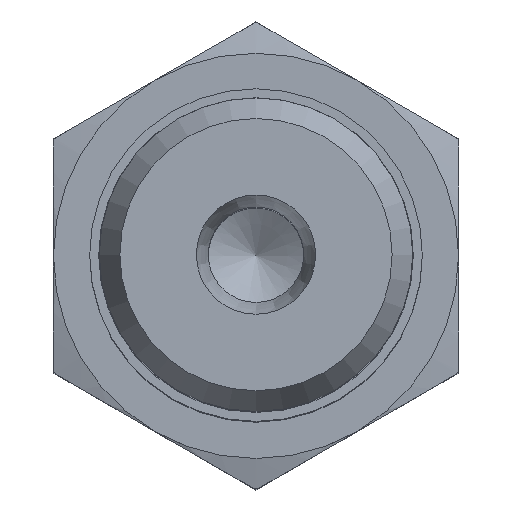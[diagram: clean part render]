
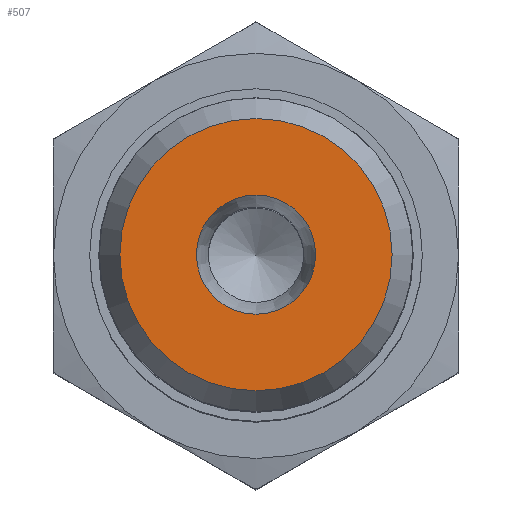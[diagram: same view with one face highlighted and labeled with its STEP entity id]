
A CAD part, top view. The second image highlights one B-rep face of the part: STEP entity #507.
In plain terms, the highlighted planar face has unit normal (0, 0, 1).
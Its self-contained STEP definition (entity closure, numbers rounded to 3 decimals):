
#433=CARTESIAN_POINT('',(0.,2.5,35.0));
#434=VERTEX_POINT('',#433);
#435=CARTESIAN_POINT('',(0.0,0.0,35.0));
#436=DIRECTION('',(0.0,0.0,-1.0));
#437=DIRECTION('',(0.0,1.0,0.0));
#438=AXIS2_PLACEMENT_3D('',#435,#436,#437);
#439=CIRCLE('',#438,2.5);
#440=EDGE_CURVE('',#434,#434,#439,.T.);
#461=CARTESIAN_POINT('',(5.712,0.,35.0));
#462=VERTEX_POINT('',#461);
#463=CARTESIAN_POINT('',(0.0,0.0,35.0));
#464=DIRECTION('',(0.0,0.0,-1.0));
#465=DIRECTION('',(-1.0,0.0,0.0));
#466=AXIS2_PLACEMENT_3D('',#463,#464,#465);
#467=CIRCLE('',#466,5.712);
#468=EDGE_CURVE('',#462,#462,#467,.T.);
#496=CARTESIAN_POINT('',(0.0,0.0,35.0));
#497=DIRECTION('',(0.0,0.0,-1.0));
#498=DIRECTION('',(-1.0,0.0,0.0));
#499=AXIS2_PLACEMENT_3D('',#496,#497,#498);
#500=PLANE('',#499);
#501=ORIENTED_EDGE('',*,*,#468,.F.);
#502=EDGE_LOOP('',(#501));
#503=FACE_OUTER_BOUND('',#502,.T.);
#504=ORIENTED_EDGE('',*,*,#440,.T.);
#505=EDGE_LOOP('',(#504));
#506=FACE_BOUND('',#505,.T.);
#507=ADVANCED_FACE('',(#503,#506),#500,.F.);
